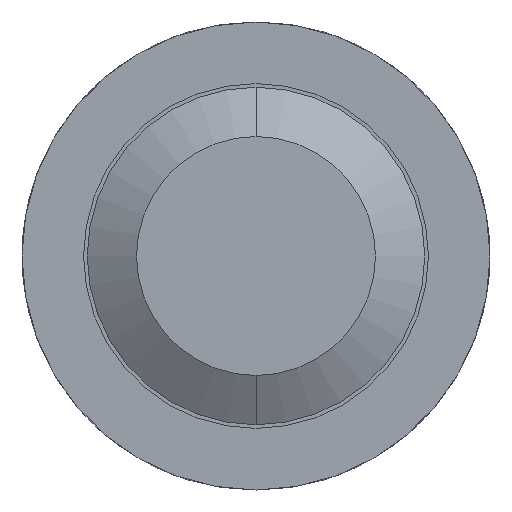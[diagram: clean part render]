
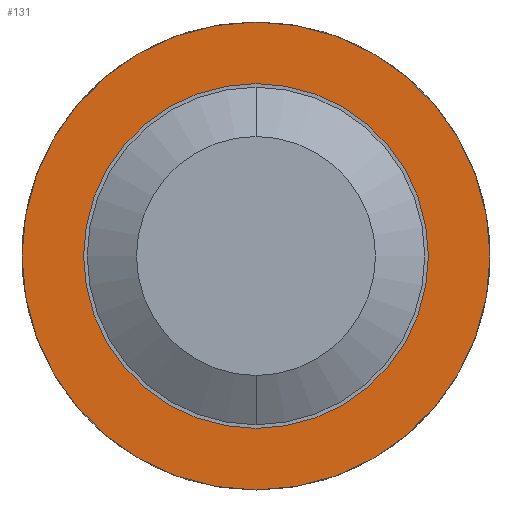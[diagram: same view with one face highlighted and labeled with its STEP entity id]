
A CAD part, front view. The second image highlights one B-rep face of the part: STEP entity #131.
In plain terms, the highlighted planar face has unit normal (0, -1, 0).
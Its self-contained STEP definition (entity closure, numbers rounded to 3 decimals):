
#38 = CIRCLE ( 'NONE', #2527, 0.685 ) ;
#131 = ADVANCED_FACE ( 'Defeature ausgef�hrt2_16', ( #2228, #2914 ), #2540, .F. ) ;
#233 = DIRECTION ( 'NONE',  ( 0., 0., 1. ) ) ;
#241 = CARTESIAN_POINT ( 'NONE',  ( 0., -2.5, 0. ) ) ;
#336 = VERTEX_POINT ( 'NONE', #1078 ) ;
#458 = DIRECTION ( 'NONE',  ( 0., 1., 0. ) ) ;
#595 = EDGE_CURVE ( 'Defeature ausgef�hrt2_16+Defeature ausgef�hrt2_10+Defeature ausgef�hrt2_10+Defeature ausgef�hrt2_10', #3161, #3175, #38, .T. ) ;
#834 = AXIS2_PLACEMENT_3D ( 'NONE', #1204, #1905, #3308 ) ;
#896 = DIRECTION ( 'NONE',  ( 0., 1., 0. ) ) ;
#1065 = ORIENTED_EDGE ( 'NONE', *, *, #2389, .F. ) ;
#1078 = CARTESIAN_POINT ( 'NONE',  ( 0., -2.5, 0.95 ) ) ;
#1168 = ORIENTED_EDGE ( 'NONE', *, *, #2148, .T. ) ;
#1204 = CARTESIAN_POINT ( 'NONE',  ( 0., -2.5, 0. ) ) ;
#1256 = DIRECTION ( 'NONE',  ( 0., 1., 0. ) ) ;
#1584 = EDGE_LOOP ( 'NONE', ( #1065, #2903 ) ) ;
#1695 = CIRCLE ( 'NONE', #2900, 0.685 ) ;
#1796 = CARTESIAN_POINT ( 'NONE',  ( 0., -2.5, 0. ) ) ;
#1905 = DIRECTION ( 'NONE',  ( 0., 1., 0. ) ) ;
#1909 = CARTESIAN_POINT ( 'NONE',  ( 0.95, -2.5, 0. ) ) ;
#1957 = ORIENTED_EDGE ( 'NONE', *, *, #595, .T. ) ;
#2148 = EDGE_CURVE ( 'Defeature ausgef�hrt2_16+Defeature ausgef�hrt2_10+Defeature ausgef�hrt2_10+Defeature ausgef�hrt2_10', #3175, #3161, #1695, .T. ) ;
#2228 = FACE_OUTER_BOUND ( 'NONE', #1584, .T. ) ;
#2317 = CIRCLE ( 'NONE', #834, 0.95 ) ;
#2320 = CARTESIAN_POINT ( 'NONE',  ( 0., -2.5, -0.685 ) ) ;
#2389 = EDGE_CURVE ( 'Defeature ausgef�hrt2_15+Defeature ausgef�hrt2_16+Defeature ausgef�hrt2_16+Defeature ausgef�hrt2_16', #336, #4282, #3997, .T. ) ;
#2489 = DIRECTION ( 'NONE',  ( 0., 0., 1. ) ) ;
#2527 = AXIS2_PLACEMENT_3D ( 'NONE', #1796, #458, #2489 ) ;
#2540 = PLANE ( 'NONE',  #2883 ) ;
#2724 = CARTESIAN_POINT ( 'NONE',  ( 0., -2.5, 0.685 ) ) ;
#2873 = AXIS2_PLACEMENT_3D ( 'NONE', #3525, #3262, #3240 ) ;
#2883 = AXIS2_PLACEMENT_3D ( 'NONE', #1909, #896, #233 ) ;
#2900 = AXIS2_PLACEMENT_3D ( 'NONE', #241, #1256, #2907 ) ;
#2903 = ORIENTED_EDGE ( 'NONE', *, *, #3888, .F. ) ;
#2907 = DIRECTION ( 'NONE',  ( 0., 0., 1. ) ) ;
#2914 = FACE_BOUND ( 'NONE', #3414, .T. ) ;
#3161 = VERTEX_POINT ( 'NONE', #2724 ) ;
#3175 = VERTEX_POINT ( 'NONE', #2320 ) ;
#3223 = CARTESIAN_POINT ( 'NONE',  ( 0., -2.5, -0.95 ) ) ;
#3240 = DIRECTION ( 'NONE',  ( 0., 0., 1. ) ) ;
#3262 = DIRECTION ( 'NONE',  ( 0., 1., 0. ) ) ;
#3308 = DIRECTION ( 'NONE',  ( 0., 0., 1. ) ) ;
#3414 = EDGE_LOOP ( 'NONE', ( #1957, #1168 ) ) ;
#3525 = CARTESIAN_POINT ( 'NONE',  ( 0., -2.5, 0. ) ) ;
#3888 = EDGE_CURVE ( 'Defeature ausgef�hrt2_15+Defeature ausgef�hrt2_16+Defeature ausgef�hrt2_16+Defeature ausgef�hrt2_16', #4282, #336, #2317, .T. ) ;
#3997 = CIRCLE ( 'NONE', #2873, 0.95 ) ;
#4282 = VERTEX_POINT ( 'NONE', #3223 ) ;
